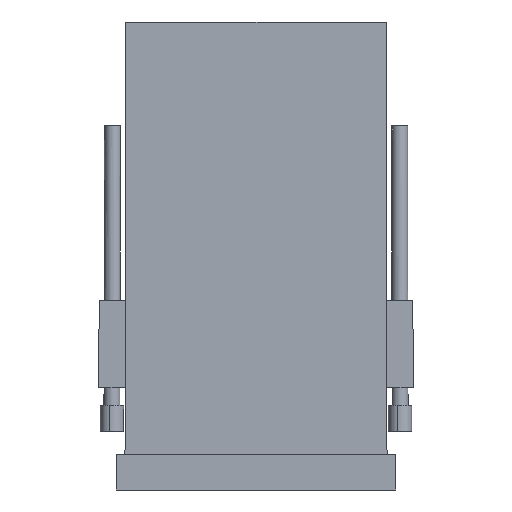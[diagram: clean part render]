
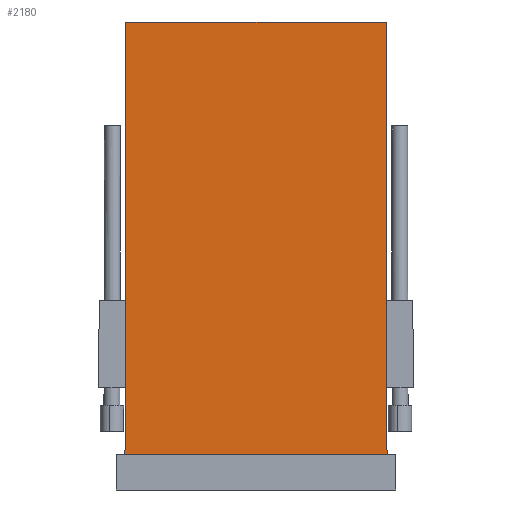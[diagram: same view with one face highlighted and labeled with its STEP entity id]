
A CAD part, front view. The second image highlights one B-rep face of the part: STEP entity #2180.
In plain terms, the highlighted planar face has unit normal (0, -1, 0.002).
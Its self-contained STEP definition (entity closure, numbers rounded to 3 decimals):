
#203 = EDGE_CURVE ( 'NONE', #5111, #292, #6371, .T. ) ;
#292 = VERTEX_POINT ( 'NONE', #6307 ) ;
#333 = CARTESIAN_POINT ( 'NONE',  ( 44.75, -22.25, 0.15 ) ) ;
#403 = ORIENTED_EDGE ( 'NONE', *, *, #4569, .F. ) ;
#730 = CARTESIAN_POINT ( 'NONE',  ( -44.75, -22.499, -148.5 ) ) ;
#1063 = DIRECTION ( 'NONE',  ( -0.002, 0.002, 1. ) ) ;
#1115 = PLANE ( 'NONE',  #2798 ) ;
#1265 = CARTESIAN_POINT ( 'NONE',  ( -44.75, -22.25, 0. ) ) ;
#1707 = DIRECTION ( 'NONE',  ( 0., -1., 0.002 ) ) ;
#1737 = CARTESIAN_POINT ( 'NONE',  ( -44.75, -22.25, 0. ) ) ;
#1824 = FACE_OUTER_BOUND ( 'NONE', #6145, .T. ) ;
#2180 = ADVANCED_FACE ( 'NONE', ( #1824 ), #1115, .T. ) ;
#2738 = VECTOR ( 'NONE', #3219, 1000. ) ;
#2798 = AXIS2_PLACEMENT_3D ( 'NONE', #1737, #1707, #7132 ) ;
#3090 = DIRECTION ( 'NONE',  ( 1., 0., 0. ) ) ;
#3176 = EDGE_CURVE ( 'NONE', #292, #5989, #5955, .T. ) ;
#3184 = VECTOR ( 'NONE', #6780, 1000. ) ;
#3219 = DIRECTION ( 'NONE',  ( 0.002, 0.002, 1. ) ) ;
#3601 = VECTOR ( 'NONE', #3090, 1000. ) ;
#4076 = ORIENTED_EDGE ( 'NONE', *, *, #6870, .F. ) ;
#4386 = VECTOR ( 'NONE', #1063, 1000. ) ;
#4518 = VERTEX_POINT ( 'NONE', #1265 ) ;
#4569 = EDGE_CURVE ( 'NONE', #4518, #5989, #6428, .T. ) ;
#5045 = CARTESIAN_POINT ( 'NONE',  ( 44.75, -22.25, 0. ) ) ;
#5061 = ORIENTED_EDGE ( 'NONE', *, *, #203, .T. ) ;
#5111 = VERTEX_POINT ( 'NONE', #5362 ) ;
#5362 = CARTESIAN_POINT ( 'NONE',  ( -44.999, -22.499, -148.5 ) ) ;
#5510 = CARTESIAN_POINT ( 'NONE',  ( -44.75, -22.25, 0.075 ) ) ;
#5955 = LINE ( 'NONE', #333, #4386 ) ;
#5989 = VERTEX_POINT ( 'NONE', #5045 ) ;
#6079 = CARTESIAN_POINT ( 'NONE',  ( -44.75, -22.25, 0. ) ) ;
#6145 = EDGE_LOOP ( 'NONE', ( #403, #4076, #5061, #7181 ) ) ;
#6214 = LINE ( 'NONE', #5510, #2738 ) ;
#6307 = CARTESIAN_POINT ( 'NONE',  ( 44.999, -22.499, -148.5 ) ) ;
#6371 = LINE ( 'NONE', #730, #3184 ) ;
#6428 = LINE ( 'NONE', #6079, #3601 ) ;
#6780 = DIRECTION ( 'NONE',  ( 1., 0., 0. ) ) ;
#6870 = EDGE_CURVE ( 'NONE', #5111, #4518, #6214, .T. ) ;
#7132 = DIRECTION ( 'NONE',  ( 0., -0.002, -1. ) ) ;
#7181 = ORIENTED_EDGE ( 'NONE', *, *, #3176, .T. ) ;
